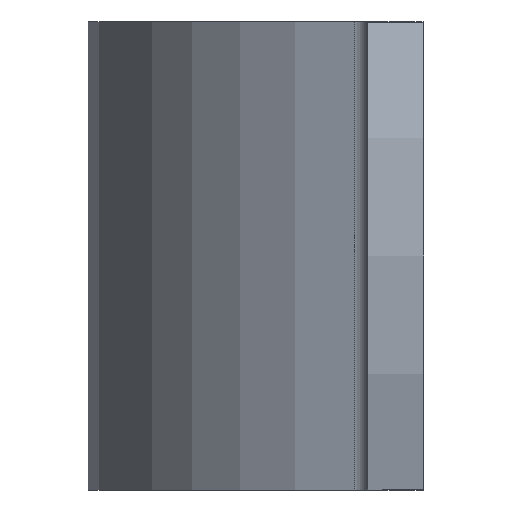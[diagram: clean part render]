
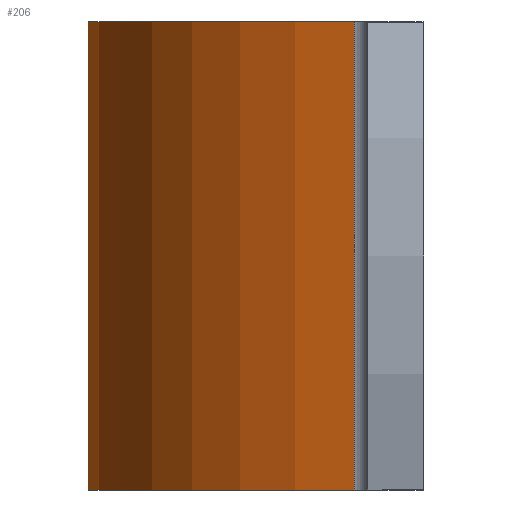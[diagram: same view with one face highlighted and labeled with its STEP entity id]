
A CAD part, left-side view. The second image highlights one B-rep face of the part: STEP entity #206.
In plain terms, the highlighted cylindrical face has radius 19.85 mm (diameter 39.7 mm), a partial arc.
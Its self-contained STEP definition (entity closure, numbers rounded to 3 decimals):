
#11 = CARTESIAN_POINT ( 'NONE',  ( -19.053, 3.719, 12.5 ) ) ;
#17 = VECTOR ( 'NONE', #425, 1000. ) ;
#28 = EDGE_CURVE ( 'NONE', #500, #93, #451, .T. ) ;
#30 = DIRECTION ( 'NONE',  ( 0., 0., -1. ) ) ;
#74 = EDGE_CURVE ( 'NONE', #511, #500, #281, .T. ) ;
#82 = AXIS2_PLACEMENT_3D ( 'NONE', #548, #401, #349 ) ;
#93 = VERTEX_POINT ( 'NONE', #380 ) ;
#114 = FACE_OUTER_BOUND ( 'NONE', #215, .T. ) ;
#121 = ORIENTED_EDGE ( 'NONE', *, *, #370, .F. ) ;
#129 = EDGE_CURVE ( 'NONE', #93, #290, #136, .T. ) ;
#136 = LINE ( 'NONE', #11, #17 ) ;
#163 = ORIENTED_EDGE ( 'NONE', *, *, #28, .T. ) ;
#206 = ADVANCED_FACE ( 'NONE', ( #114 ), #651, .T. ) ;
#213 = VECTOR ( 'NONE', #325, 1000. ) ;
#215 = EDGE_LOOP ( 'NONE', ( #163, #503, #121, #235 ) ) ;
#235 = ORIENTED_EDGE ( 'NONE', *, *, #74, .T. ) ;
#245 = CIRCLE ( 'NONE', #82, 19.85 ) ;
#262 = DIRECTION ( 'NONE',  ( 0., 0., 1. ) ) ;
#281 = LINE ( 'NONE', #625, #213 ) ;
#290 = VERTEX_POINT ( 'NONE', #291 ) ;
#291 = CARTESIAN_POINT ( 'NONE',  ( -19.053, 3.719, 12.5 ) ) ;
#325 = DIRECTION ( 'NONE',  ( 0., 0., -1. ) ) ;
#349 = DIRECTION ( 'NONE',  ( 1., 0., 0. ) ) ;
#370 = EDGE_CURVE ( 'NONE', #511, #290, #245, .T. ) ;
#380 = CARTESIAN_POINT ( 'NONE',  ( -19.053, 3.719, -12.5 ) ) ;
#392 = CARTESIAN_POINT ( 'NONE',  ( 0., -1.85, 12.5 ) ) ;
#401 = DIRECTION ( 'NONE',  ( 0., 0., 1. ) ) ;
#425 = DIRECTION ( 'NONE',  ( 0., 0., 1. ) ) ;
#439 = DIRECTION ( 'NONE',  ( -1., 0., 0. ) ) ;
#448 = AXIS2_PLACEMENT_3D ( 'NONE', #392, #30, #439 ) ;
#451 = CIRCLE ( 'NONE', #537, 19.85 ) ;
#459 = CARTESIAN_POINT ( 'NONE',  ( 19.053, 3.719, 12.5 ) ) ;
#462 = CARTESIAN_POINT ( 'NONE',  ( 19.053, 3.719, -12.5 ) ) ;
#468 = DIRECTION ( 'NONE',  ( 1., 0., 0. ) ) ;
#500 = VERTEX_POINT ( 'NONE', #462 ) ;
#503 = ORIENTED_EDGE ( 'NONE', *, *, #129, .T. ) ;
#511 = VERTEX_POINT ( 'NONE', #459 ) ;
#537 = AXIS2_PLACEMENT_3D ( 'NONE', #566, #262, #468 ) ;
#548 = CARTESIAN_POINT ( 'NONE',  ( 0., -1.85, 12.5 ) ) ;
#566 = CARTESIAN_POINT ( 'NONE',  ( 0., -1.85, -12.5 ) ) ;
#625 = CARTESIAN_POINT ( 'NONE',  ( 19.053, 3.719, 12.5 ) ) ;
#651 = CYLINDRICAL_SURFACE ( 'NONE', #448, 19.85 ) ;
